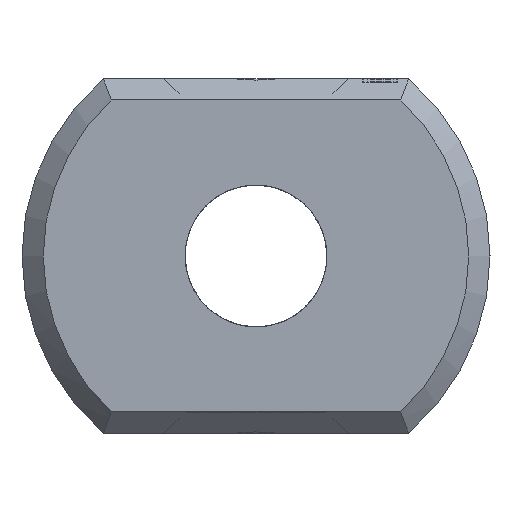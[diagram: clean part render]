
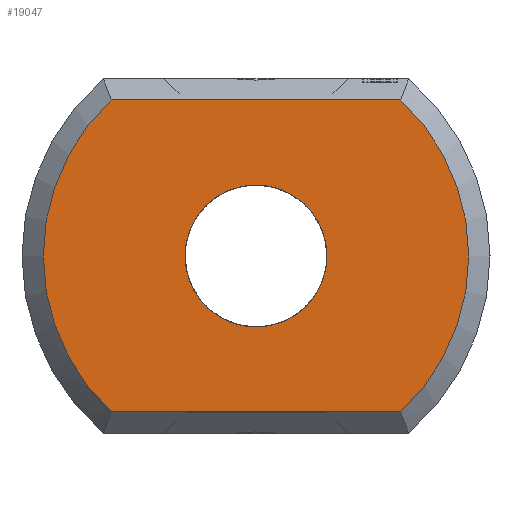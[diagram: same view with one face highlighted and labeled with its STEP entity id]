
A CAD part, left-side view. The second image highlights one B-rep face of the part: STEP entity #19047.
In plain terms, the highlighted planar face has unit normal (-1, 0, 0).
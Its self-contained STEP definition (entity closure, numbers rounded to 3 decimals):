
#4665 = VERTEX_POINT('',#4666);
#4666 = CARTESIAN_POINT('',(0.,-2.04,2.2));
#4675 = VERTEX_POINT('',#4676);
#4676 = CARTESIAN_POINT('',(0.,-2.04,-2.2));
#4683 = EDGE_CURVE('',#4665,#4675,#4684,.T.);
#4684 = CIRCLE('',#4685,3.);
#4685 = AXIS2_PLACEMENT_3D('',#4686,#4687,#4688);
#4686 = CARTESIAN_POINT('',(0.,0.,0.));
#4687 = DIRECTION('',(1.,0.,0.));
#4688 = DIRECTION('',(0.,-0.653,0.758)
  );
#6104 = VERTEX_POINT('',#6105);
#6105 = CARTESIAN_POINT('',(0.,2.04,2.2));
#6112 = EDGE_CURVE('',#4665,#6104,#6113,.T.);
#6113 = LINE('',#6114,#6115);
#6114 = CARTESIAN_POINT('',(0.,-2.154,2.2));
#6115 = VECTOR('',#6116,1.);
#6116 = DIRECTION('',(0.,1.,0.));
#19047 = ADVANCED_FACE('',(#19048,#19067),#19078,.F.);
#19048 = FACE_BOUND('',#19049,.F.);
#19049 = EDGE_LOOP('',(#19050,#19059,#19060,#19061));
#19050 = ORIENTED_EDGE('',*,*,#19051,.T.);
#19051 = EDGE_CURVE('',#19052,#6104,#19054,.T.);
#19052 = VERTEX_POINT('',#19053);
#19053 = CARTESIAN_POINT('',(0.,2.04,-2.2));
#19054 = CIRCLE('',#19055,3.);
#19055 = AXIS2_PLACEMENT_3D('',#19056,#19057,#19058);
#19056 = CARTESIAN_POINT('',(0.,0.,0.));
#19057 = DIRECTION('',(1.,0.,0.));
#19058 = DIRECTION('',(0.,0.653,-0.758)
  );
#19059 = ORIENTED_EDGE('',*,*,#6112,.F.);
#19060 = ORIENTED_EDGE('',*,*,#4683,.T.);
#19061 = ORIENTED_EDGE('',*,*,#19062,.T.);
#19062 = EDGE_CURVE('',#4675,#19052,#19063,.T.);
#19063 = LINE('',#19064,#19065);
#19064 = CARTESIAN_POINT('',(0.,-2.154,-2.2));
#19065 = VECTOR('',#19066,1.);
#19066 = DIRECTION('',(0.,1.,0.));
#19067 = FACE_BOUND('',#19068,.T.);
#19068 = EDGE_LOOP('',(#19069));
#19069 = ORIENTED_EDGE('',*,*,#19070,.T.);
#19070 = EDGE_CURVE('',#19071,#19071,#19073,.T.);
#19071 = VERTEX_POINT('',#19072);
#19072 = CARTESIAN_POINT('',(0.,1.,0.)
  );
#19073 = CIRCLE('',#19074,1.);
#19074 = AXIS2_PLACEMENT_3D('',#19075,#19076,#19077);
#19075 = CARTESIAN_POINT('',(0.,0.,0.));
#19076 = DIRECTION('',(1.,0.,0.));
#19077 = DIRECTION('',(0.,1.,0.));
#19078 = PLANE('',#19079);
#19079 = AXIS2_PLACEMENT_3D('',#19080,#19081,#19082);
#19080 = CARTESIAN_POINT('',(0.,0.,0.));
#19081 = DIRECTION('',(1.,0.,0.));
#19082 = DIRECTION('',(0.,0.,1.));
